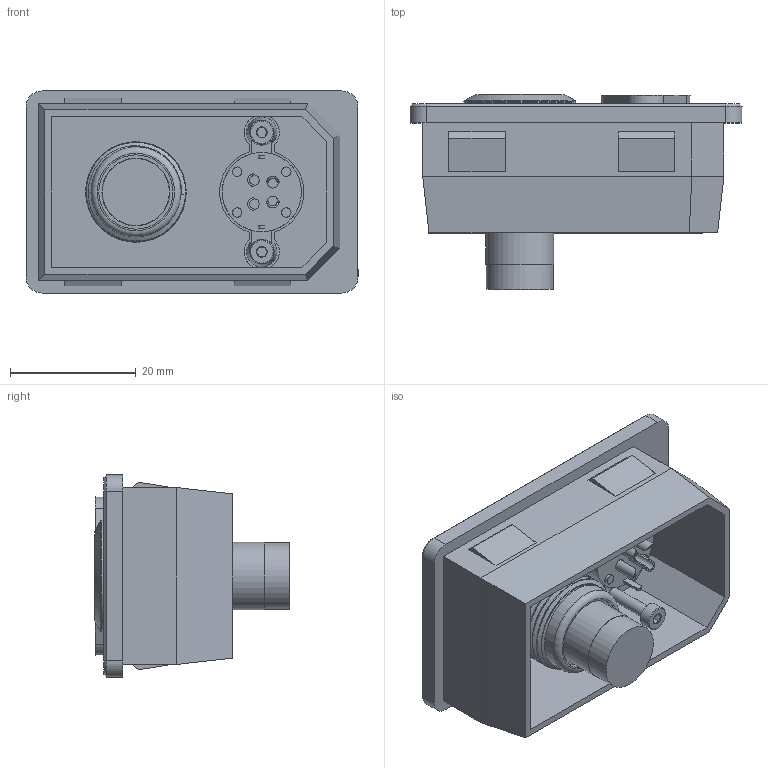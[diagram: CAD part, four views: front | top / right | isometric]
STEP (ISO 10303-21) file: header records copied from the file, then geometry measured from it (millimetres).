
FILE_DESCRIPTION(/* description */ (''),/* implementation_level */ '2;1');
FILE_NAME(/* name */ 'DC_inlet.step',/* time_stamp */ '2023-01-20T10:53:35-08:00',/* author */ (''),/* organization */ (''),/* preprocessor_version */ 'ST-DEVELOPER v19.2',/* originating_system */ 'Autodesk Translation Framework v11.17.0.187',/* authorisation */ '');
FILE_SCHEMA (('AUTOMOTIVE_DESIGN { 1 0 10303 214 3 1 1 }'));
Length unit declared in the file: millimetre
Products named in the file (6): DC_inlet; Metal LED Illuminated Latching 16mm Power Push Button ON-OFF Switch 1
2V; Metal LED Illuminated Latching 16mm Power Push Button ON-OFF Switch 1
2V (1); PowerInlet v1; M2x8 SHCS v2; M2x8 SHCS v2 (1)
Assembly tree (5 placements, depth 3):
  DC_inlet
    Metal LED Illuminated Latching 16mm Power Push Button ON-OFF Switch 1
2V
      Metal LED Illuminated Latching 16mm Power Push Button ON-OFF Switch 1
2V (1)
    PowerInlet v1
      M2x8 SHCS v2
      M2x8 SHCS v2 (1)
Bounding box: 52.8 x 31 x 32.16 mm (x, y, z)
Volume: 15132.3 mm3; surface area: 12784.2 mm2
Topology: 5 solids, 5 shells, 283 faces, 637 edges, 401 vertices
Faces by surface type: plane 164, cylinder 75, cone 35, torus 6, bspline 3
Full cylindrical faces by diameter (mm): 1.5 x4, 1.7 x4, 2 x2, 2.3 x2, 3.8 x2, 9.954 x1, 10 x1, 10.65 x1, 10.8 x1, 10.866 x1, 11.25 x1, 11.5 x2, 11.8 x1, 12 x1, 12.6 x1, 14.3 x1, 15.8 x16, 16 x1, 17.8 x1
Entity records: 12482 total; most frequent: CARTESIAN_POINT 5916, DIRECTION 1313, ORIENTED_EDGE 1274, EDGE_CURVE 637, AXIS2_PLACEMENT_3D 460, VERTEX_POINT 401, LINE 393, VECTOR 393
